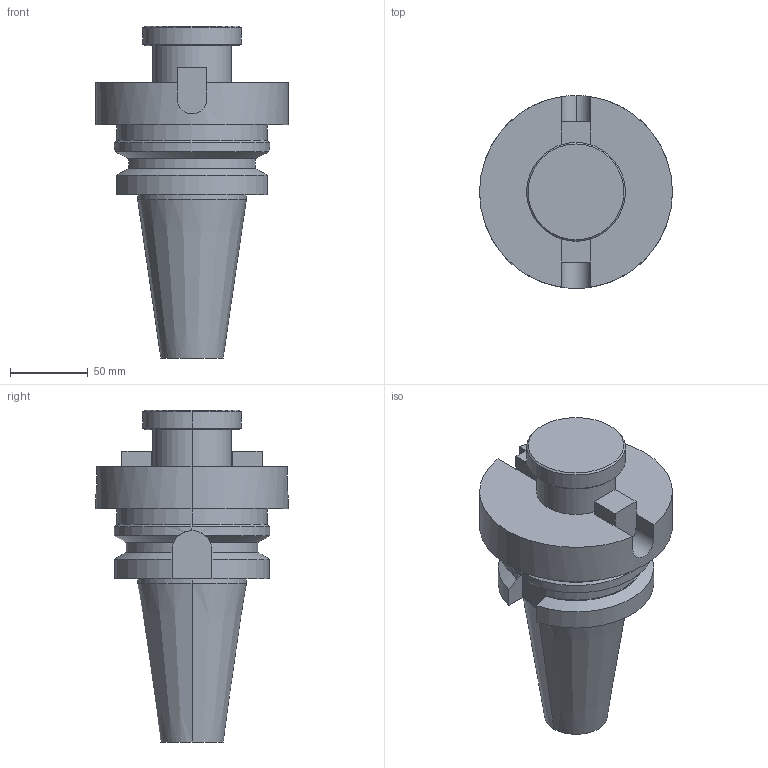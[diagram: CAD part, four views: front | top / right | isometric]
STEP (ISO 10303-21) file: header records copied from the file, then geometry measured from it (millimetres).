
FILE_DESCRIPTION (( 'STEP AP203' ), '1' );
FILE_NAME ('STP-SATE-16648.STEP', '2020-07-03T02:53:58', ( '' ), ( '' ), 'SwSTEP 2.0', 'SolidWorks 2017', '' );
FILE_SCHEMA (( 'CONFIG_CONTROL_DESIGN' ));
Length unit declared in the file: millimetre
Products named in the file (1): STP-SATE-16648
Bounding box: 123.95 x 123.95 x 213.32 mm (x, y, z)
Volume: 950140.7 mm3; surface area: 87426 mm2
Topology: 2 solids, 2 shells, 78 faces, 187 edges, 116 vertices
Faces by surface type: plane 32, cylinder 28, cone 18
Entity records: 2473 total; most frequent: CARTESIAN_POINT 579, DIRECTION 388, ORIENTED_EDGE 370, EDGE_CURVE 185, AXIS2_PLACEMENT_3D 143, VERTEX_POINT 116, VECTOR 102, LINE 102
